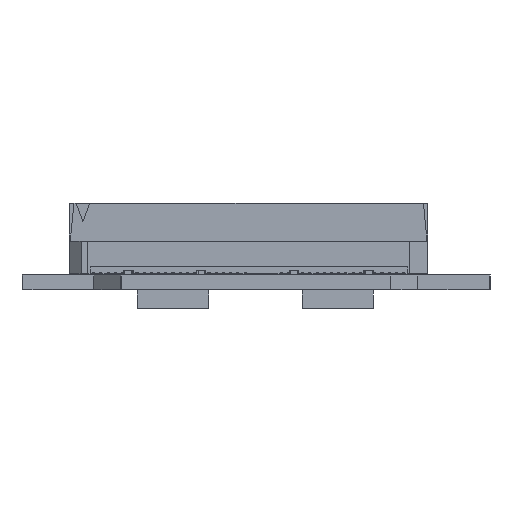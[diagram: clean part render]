
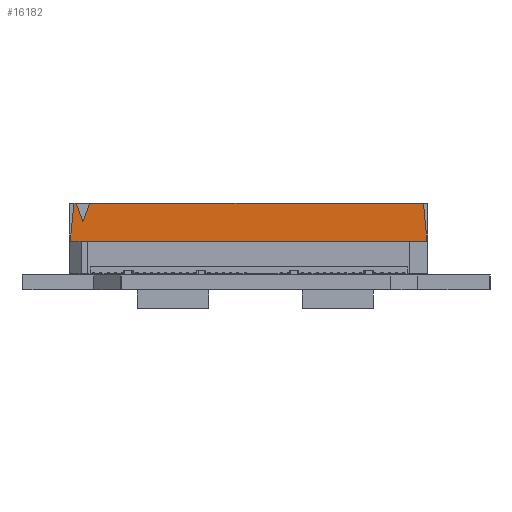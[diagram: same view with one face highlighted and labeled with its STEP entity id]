
A CAD part, front view. The second image highlights one B-rep face of the part: STEP entity #16182.
In plain terms, the highlighted face is planar.
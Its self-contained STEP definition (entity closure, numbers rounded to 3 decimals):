
#15810 = VERTEX_POINT('',#15811);
#15811 = CARTESIAN_POINT('',(19.8,1.85,2.3));
#15817 = EDGE_CURVE('',#15818,#15810,#15820,.T.);
#15818 = VERTEX_POINT('',#15819);
#15819 = CARTESIAN_POINT('',(-19.8,1.85,2.3));
#15820 = LINE('',#15821,#15822);
#15821 = CARTESIAN_POINT('',(-19.8,1.85,2.3));
#15822 = VECTOR('',#15823,1.);
#15823 = DIRECTION('',(1.,0.,0.));
#15964 = VERTEX_POINT('',#15965);
#15965 = CARTESIAN_POINT('',(-19.15,6.05,2.3));
#15982 = VERTEX_POINT('',#15983);
#15983 = CARTESIAN_POINT('',(-17.65,6.05,2.3));
#15989 = EDGE_CURVE('',#15990,#15982,#15992,.T.);
#15990 = VERTEX_POINT('',#15991);
#15991 = CARTESIAN_POINT('',(19.4,6.05,2.3));
#15992 = LINE('',#15993,#15994);
#15993 = CARTESIAN_POINT('',(19.4,6.05,2.3));
#15994 = VECTOR('',#15995,1.);
#15995 = DIRECTION('',(-1.,0.,0.));
#16101 = VERTEX_POINT('',#16102);
#16102 = CARTESIAN_POINT('',(-19.4,6.05,2.3));
#16108 = EDGE_CURVE('',#15964,#16101,#16109,.T.);
#16109 = LINE('',#16110,#16111);
#16110 = CARTESIAN_POINT('',(-19.15,6.05,2.3));
#16111 = VECTOR('',#16112,1.);
#16112 = DIRECTION('',(-1.,0.,0.));
#16123 = EDGE_CURVE('',#16124,#15964,#16126,.T.);
#16124 = VERTEX_POINT('',#16125);
#16125 = CARTESIAN_POINT('',(-18.4,4.05,2.3));
#16126 = LINE('',#16127,#16128);
#16127 = CARTESIAN_POINT('',(-18.4,4.05,2.3));
#16128 = VECTOR('',#16129,1.);
#16129 = DIRECTION('',(-0.351,0.936,0.));
#16170 = EDGE_CURVE('',#15982,#16124,#16171,.T.);
#16171 = LINE('',#16172,#16173);
#16172 = CARTESIAN_POINT('',(-17.65,6.05,2.3));
#16173 = VECTOR('',#16174,1.);
#16174 = DIRECTION('',(-0.351,-0.936,0.));
#16182 = ADVANCED_FACE('',(#16183),#16202,.T.);
#16183 = FACE_BOUND('',#16184,.T.);
#16184 = EDGE_LOOP('',(#16185,#16186,#16187,#16188,#16194,#16195,#16201)
  );
#16185 = ORIENTED_EDGE('',*,*,#16170,.T.);
#16186 = ORIENTED_EDGE('',*,*,#16123,.T.);
#16187 = ORIENTED_EDGE('',*,*,#16108,.T.);
#16188 = ORIENTED_EDGE('',*,*,#16189,.T.);
#16189 = EDGE_CURVE('',#16101,#15818,#16190,.T.);
#16190 = LINE('',#16191,#16192);
#16191 = CARTESIAN_POINT('',(-19.4,6.05,2.3));
#16192 = VECTOR('',#16193,1.);
#16193 = DIRECTION('',(-0.095,-0.995,
    0.));
#16194 = ORIENTED_EDGE('',*,*,#15817,.T.);
#16195 = ORIENTED_EDGE('',*,*,#16196,.T.);
#16196 = EDGE_CURVE('',#15810,#15990,#16197,.T.);
#16197 = LINE('',#16198,#16199);
#16198 = CARTESIAN_POINT('',(19.8,1.85,2.3));
#16199 = VECTOR('',#16200,1.);
#16200 = DIRECTION('',(-0.095,0.995,
    0.));
#16201 = ORIENTED_EDGE('',*,*,#15989,.T.);
#16202 = PLANE('',#16203);
#16203 = AXIS2_PLACEMENT_3D('',#16204,#16205,#16206);
#16204 = CARTESIAN_POINT('',(-20.592,1.766,2.3));
#16205 = DIRECTION('',(0.,0.,1.));
#16206 = DIRECTION('',(1.,0.,0.));
